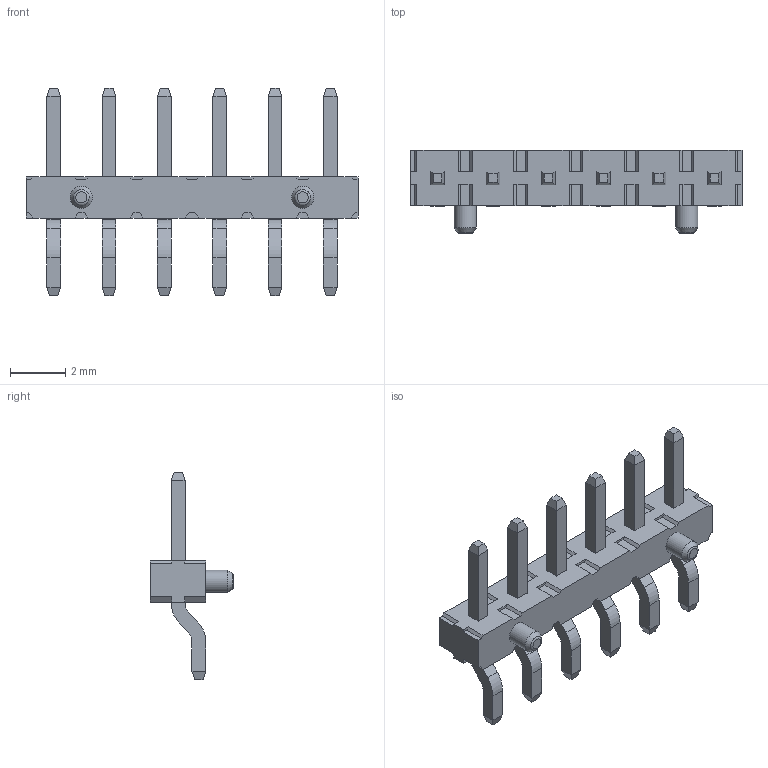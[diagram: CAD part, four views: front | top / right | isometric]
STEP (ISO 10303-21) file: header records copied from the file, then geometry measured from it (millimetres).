
FILE_DESCRIPTION(/* description */ (''),/* implementation_level */ '2;1');
FILE_NAME(/* name */ '7353-06-1-10-xx-10-xx.stp',/* time_stamp */ '2025-07-21T08:16:15+02:00',/* author */ ('andreas.larin'),/* organization */ (''),/* preprocessor_version */ 'ST-DEVELOPER v20',/* originating_system */ 'Autodesk Inventor 2025',/* authorisation */ '');
FILE_SCHEMA (('AUTOMOTIVE_DESIGN { 1 0 10303 214 3 1 1 }'));
Length unit declared in the file: millimetre
Products named in the file (3): 7353-06-1-10-xx-10-xx; 7353-Body1; 7353-Body2
Assembly tree (7 placements, depth 2):
  7353-06-1-10-xx-10-xx
    7353-Body1
    7353-Body2  x6
Bounding box: 12 x 3 x 7.51 mm (x, y, z)
Volume: 45.1 mm3; surface area: 203.8 mm2
Topology: 7 solids, 7 shells, 274 faces, 726 edges, 468 vertices
Faces by surface type: plane 244, cylinder 26, cone 2, torus 2
Full cylindrical faces by diameter (mm): 0.8 x2
Entity records: 5399 total; most frequent: CARTESIAN_POINT 948, ORIENTED_EDGE 932, DIRECTION 836, EDGE_CURVE 466, LINE 444, VECTOR 444, VERTEX_POINT 308, AXIS2_PLACEMENT_3D 196
